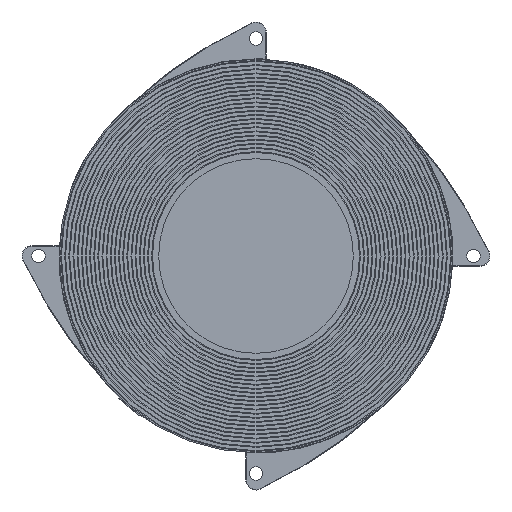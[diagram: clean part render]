
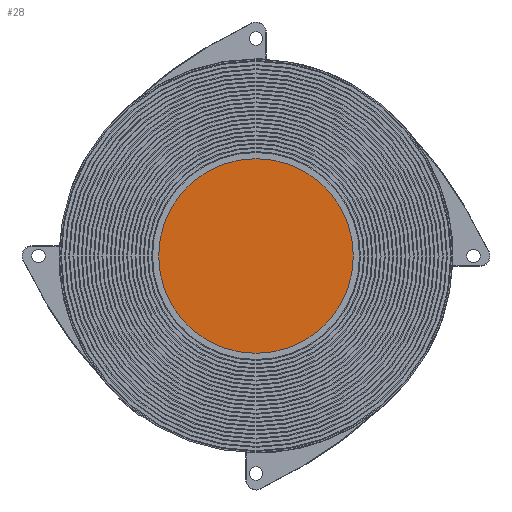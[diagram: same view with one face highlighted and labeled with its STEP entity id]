
A CAD part, front view. The second image highlights one B-rep face of the part: STEP entity #28.
In plain terms, the highlighted planar face has unit normal (0, -1, 0).
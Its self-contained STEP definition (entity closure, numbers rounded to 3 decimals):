
#28 = ADVANCED_FACE ( 'NONE', ( #602 ), #7392, .F. ) ;
#602 = FACE_OUTER_BOUND ( 'NONE', #12296, .T. ) ;
#1767 = AXIS2_PLACEMENT_3D ( 'NONE', #8472, #5434, #12352 ) ;
#2098 = ORIENTED_EDGE ( 'NONE', *, *, #5556, .T. ) ;
#2317 = AXIS2_PLACEMENT_3D ( 'NONE', #9493, #9436, #8596 ) ;
#4332 = DIRECTION ( 'NONE',  ( 0., 0., -1. ) ) ;
#4364 = EDGE_CURVE ( 'NONE', #7817, #8801, #8709, .T. ) ;
#5434 = DIRECTION ( 'NONE',  ( 0., 1., 0. ) ) ;
#5556 = EDGE_CURVE ( 'NONE', #8801, #7817, #6993, .T. ) ;
#5839 = CARTESIAN_POINT ( 'NONE',  ( 0., 7.1, -23.5 ) ) ;
#6407 = ORIENTED_EDGE ( 'NONE', *, *, #4364, .T. ) ;
#6993 = CIRCLE ( 'NONE', #2317, 23.5 ) ;
#7392 = PLANE ( 'NONE',  #1767 ) ;
#7817 = VERTEX_POINT ( 'NONE', #10299 ) ;
#8472 = CARTESIAN_POINT ( 'NONE',  ( 0., 7.1, 0. ) ) ;
#8596 = DIRECTION ( 'NONE',  ( 0., 0., -1. ) ) ;
#8709 = CIRCLE ( 'NONE', #11953, 23.5 ) ;
#8801 = VERTEX_POINT ( 'NONE', #5839 ) ;
#9436 = DIRECTION ( 'NONE',  ( 0., -1., 0. ) ) ;
#9493 = CARTESIAN_POINT ( 'NONE',  ( 0., 7.1, 0. ) ) ;
#10250 = DIRECTION ( 'NONE',  ( 0., -1., 0. ) ) ;
#10299 = CARTESIAN_POINT ( 'NONE',  ( 0., 7.1, 23.5 ) ) ;
#11953 = AXIS2_PLACEMENT_3D ( 'NONE', #12142, #10250, #4332 ) ;
#12142 = CARTESIAN_POINT ( 'NONE',  ( 0., 7.1, 0. ) ) ;
#12296 = EDGE_LOOP ( 'NONE', ( #2098, #6407 ) ) ;
#12352 = DIRECTION ( 'NONE',  ( 1., 0., 0. ) ) ;
